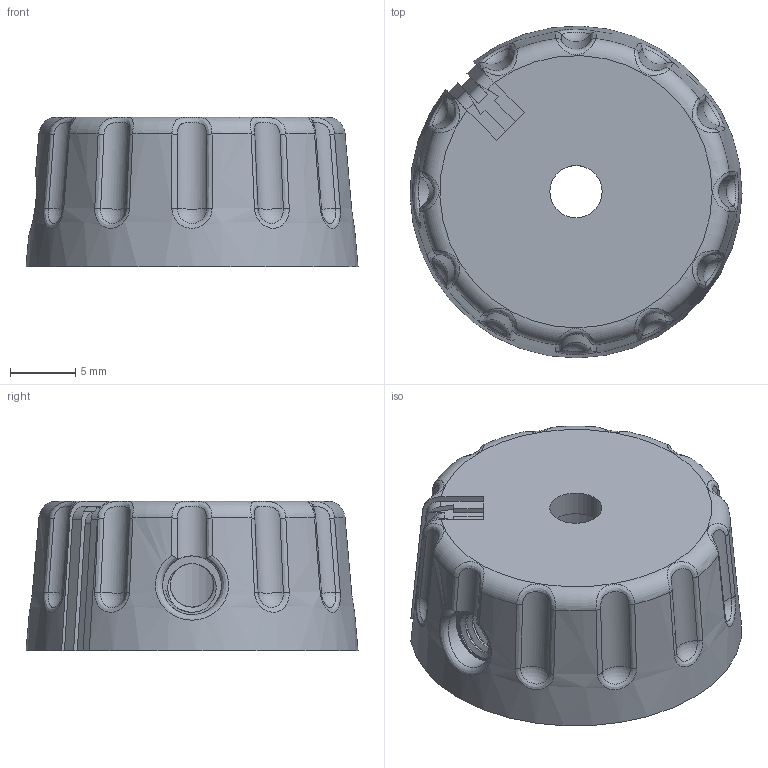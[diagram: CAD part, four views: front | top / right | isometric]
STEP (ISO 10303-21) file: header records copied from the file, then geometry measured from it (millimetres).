
FILE_DESCRIPTION(/* description */ (''),/* implementation_level */ '2;1');
FILE_NAME(/* name */ 'Bottom knobtest.step',/* time_stamp */ '2025-05-12T00:19:31+08:00',/* author */ (''),/* organization */ (''),/* preprocessor_version */ 'ST-DEVELOPER v20.1',/* originating_system */ 'Autodesk Translation Framework v14.4.0.0',/* authorisation */ '');
FILE_SCHEMA (('AUTOMOTIVE_DESIGN { 1 0 10303 214 3 1 1 }'));
Length unit declared in the file: millimetre
Products named in the file (1): Bottom knob
Bounding box: 25.4 x 25.4 x 11.43 mm (x, y, z)
Volume: 2941.3 mm3; surface area: 3031.8 mm2
Topology: 1 solids, 1 shells, 143 faces, 371 edges, 232 vertices
Faces by surface type: bspline 52, cylinder 46, plane 32, sphere 11, cone 1, torus 1
Full cylindrical faces by diameter (mm): 3.332 x10, 4 x1, 4.109 x10, 4.5 x1, 6.2 x1
Entity records: 9047 total; most frequent: CARTESIAN_POINT 5955, ORIENTED_EDGE 742, DIRECTION 470, EDGE_CURVE 371, VERTEX_POINT 232, AXIS2_PLACEMENT_3D 183, B_SPLINE_CURVE_WITH_KNOTS 174, EDGE_LOOP 149
